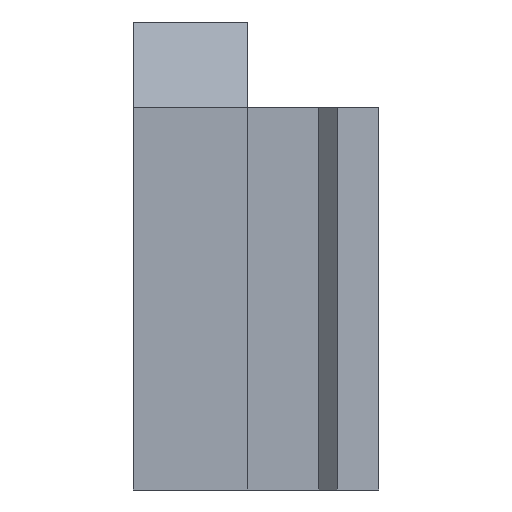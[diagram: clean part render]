
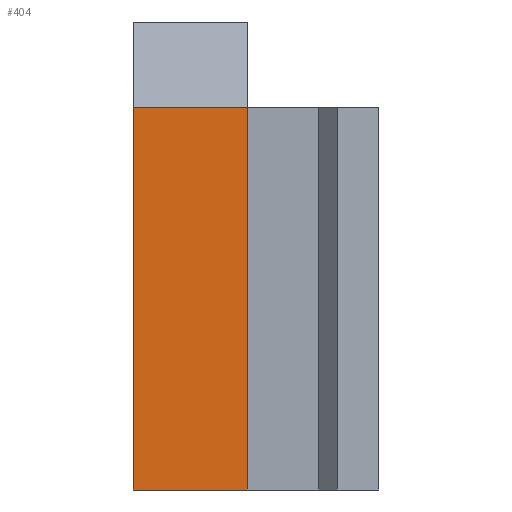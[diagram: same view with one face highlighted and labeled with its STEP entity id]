
A CAD part, left-side view. The second image highlights one B-rep face of the part: STEP entity #404.
In plain terms, the highlighted planar face has unit normal (-1, 0, 0).
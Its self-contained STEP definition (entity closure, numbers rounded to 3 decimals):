
#47=FACE_OUTER_BOUND('',#67,.T.);
#67=EDGE_LOOP('',(#362,#363,#364,#365));
#71=LINE('',#566,#121);
#76=LINE('',#576,#126);
#99=LINE('',#631,#149);
#117=LINE('',#666,#167);
#121=VECTOR('',#458,10.);
#126=VECTOR('',#465,10.);
#149=VECTOR('',#510,10.);
#167=VECTOR('',#548,10.);
#168=VERTEX_POINT('',#559);
#171=VERTEX_POINT('',#564);
#175=VERTEX_POINT('',#574);
#196=VERTEX_POINT('',#630);
#207=EDGE_CURVE('',#171,#168,#71,.T.);
#212=EDGE_CURVE('',#171,#175,#76,.T.);
#239=EDGE_CURVE('',#196,#175,#99,.T.);
#257=EDGE_CURVE('',#196,#168,#117,.T.);
#362=ORIENTED_EDGE('',*,*,#207,.F.);
#363=ORIENTED_EDGE('',*,*,#212,.T.);
#364=ORIENTED_EDGE('',*,*,#239,.F.);
#365=ORIENTED_EDGE('',*,*,#257,.T.);
#384=PLANE('',#444);
#404=ADVANCED_FACE('',(#47),#384,.T.);
#444=AXIS2_PLACEMENT_3D('',#667,#549,#550);
#458=DIRECTION('',(0.,-1.,0.));
#465=DIRECTION('',(0.,0.,-1.));
#510=DIRECTION('',(0.,1.,0.));
#548=DIRECTION('',(0.,0.,1.));
#549=DIRECTION('center_axis',(-1.,0.,0.));
#550=DIRECTION('ref_axis',(0.,-1.,0.));
#559=CARTESIAN_POINT('',(-5.,-4.,5.2));
#564=CARTESIAN_POINT('',(-5.,0.,5.2));
#566=CARTESIAN_POINT('',(-5.,-2.15,5.2));
#574=CARTESIAN_POINT('',(-5.,0.,-8.2));
#576=CARTESIAN_POINT('',(-5.,0.,0.));
#630=CARTESIAN_POINT('',(-5.,-4.,-8.2));
#631=CARTESIAN_POINT('',(-5.,0.,-8.2));
#666=CARTESIAN_POINT('',(-5.,-4.,0.));
#667=CARTESIAN_POINT('Origin',(-5.,0.,0.));
